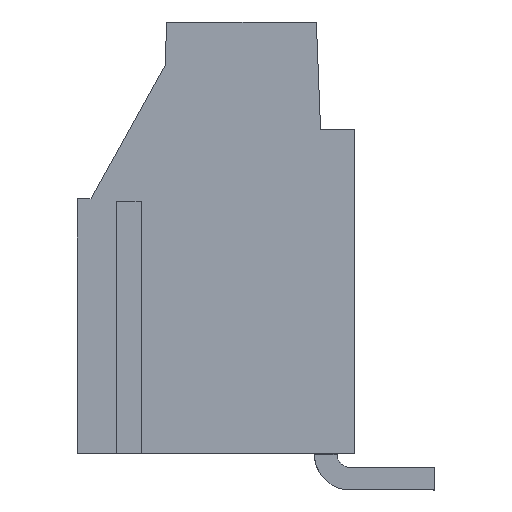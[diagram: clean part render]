
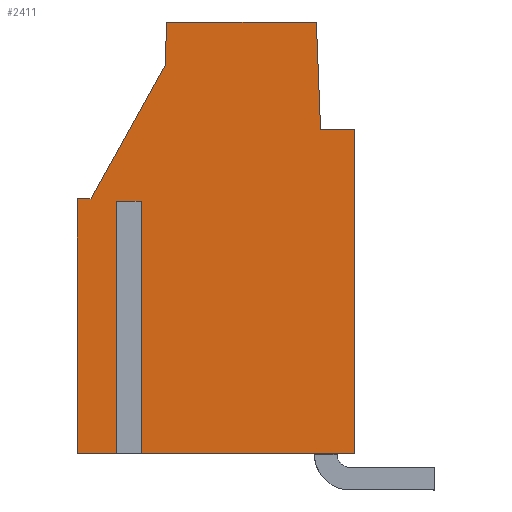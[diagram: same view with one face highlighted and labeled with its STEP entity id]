
A CAD part, left-side view. The second image highlights one B-rep face of the part: STEP entity #2411.
In plain terms, the highlighted planar face has unit normal (-1, 0, 0).
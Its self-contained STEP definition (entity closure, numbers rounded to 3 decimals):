
#2326=AXIS2_PLACEMENT_3D('Plane Axis2P3D',#2323,#2324,#2325) ;
#1891=CARTESIAN_POINT('Vertex',(0.65,3.2,14.3)) ;
#1894=CARTESIAN_POINT('Line Origine',(0.65,3.2,7.875)) ;
#1898=CARTESIAN_POINT('Vertex',(0.65,3.2,1.45)) ;
#2022=CARTESIAN_POINT('Vertex',(0.65,4.705,18.57)) ;
#2025=CARTESIAN_POINT('Line Origine',(0.65,4.622,16.435)) ;
#2029=CARTESIAN_POINT('Vertex',(0.65,4.538,14.3)) ;
#2296=CARTESIAN_POINT('Line Origine',(0.65,3.869,14.3)) ;
#2323=CARTESIAN_POINT('Axis2P3D Location',(0.65,-1.268,0.)) ;
#2328=CARTESIAN_POINT('Line Origine',(0.65,12.35,6.45)) ;
#2332=CARTESIAN_POINT('Vertex',(0.65,12.35,1.45)) ;
#2334=CARTESIAN_POINT('Vertex',(0.65,12.35,11.45)) ;
#2337=CARTESIAN_POINT('Line Origine',(0.65,12.15,11.45)) ;
#2341=CARTESIAN_POINT('Vertex',(0.65,11.95,11.45)) ;
#2344=CARTESIAN_POINT('Line Origine',(0.65,11.95,6.45)) ;
#2348=CARTESIAN_POINT('Vertex',(0.65,11.95,1.45)) ;
#2351=CARTESIAN_POINT('Line Origine',(0.65,7.575,1.45)) ;
#2356=CARTESIAN_POINT('Line Origine',(0.65,7.676,18.57)) ;
#2360=CARTESIAN_POINT('Vertex',(0.65,10.646,18.57)) ;
#2363=CARTESIAN_POINT('Line Origine',(0.65,10.676,17.71)) ;
#2367=CARTESIAN_POINT('Vertex',(0.65,10.706,16.849)) ;
#2370=CARTESIAN_POINT('Line Origine',(0.65,12.176,14.2)) ;
#2374=CARTESIAN_POINT('Vertex',(0.65,13.645,11.55)) ;
#2377=CARTESIAN_POINT('Line Origine',(0.65,13.923,11.55)) ;
#2381=CARTESIAN_POINT('Vertex',(0.65,14.2,11.55)) ;
#2384=CARTESIAN_POINT('Line Origine',(0.65,14.2,6.5)) ;
#2388=CARTESIAN_POINT('Vertex',(0.65,14.2,1.45)) ;
#2391=CARTESIAN_POINT('Line Origine',(0.65,13.275,1.45)) ;
#1895=DIRECTION('Vector Direction',(0.,0.,1.)) ;
#2026=DIRECTION('Vector Direction',(0.,-0.039,-0.999)) ;
#2297=DIRECTION('Vector Direction',(0.,1.,0.)) ;
#2324=DIRECTION('Axis2P3D Direction',(1.,0.,0.)) ;
#2325=DIRECTION('Axis2P3D XDirection',(0.,1.,0.)) ;
#2329=DIRECTION('Vector Direction',(0.,0.,1.)) ;
#2338=DIRECTION('Vector Direction',(0.,-1.,0.)) ;
#2345=DIRECTION('Vector Direction',(0.,0.,1.)) ;
#2352=DIRECTION('Vector Direction',(0.,1.,0.)) ;
#2357=DIRECTION('Vector Direction',(0.,1.,0.)) ;
#2364=DIRECTION('Vector Direction',(0.,0.035,-0.999)) ;
#2371=DIRECTION('Vector Direction',(0.,-0.485,0.875)) ;
#2378=DIRECTION('Vector Direction',(0.,-1.,0.)) ;
#2385=DIRECTION('Vector Direction',(0.,0.,-1.)) ;
#2392=DIRECTION('Vector Direction',(0.,1.,0.)) ;
#1896=VECTOR('Line Direction',#1895,1.) ;
#2027=VECTOR('Line Direction',#2026,1.) ;
#2298=VECTOR('Line Direction',#2297,1.) ;
#2330=VECTOR('Line Direction',#2329,1.) ;
#2339=VECTOR('Line Direction',#2338,1.) ;
#2346=VECTOR('Line Direction',#2345,1.) ;
#2353=VECTOR('Line Direction',#2352,1.) ;
#2358=VECTOR('Line Direction',#2357,1.) ;
#2365=VECTOR('Line Direction',#2364,1.) ;
#2372=VECTOR('Line Direction',#2371,1.) ;
#2379=VECTOR('Line Direction',#2378,1.) ;
#2386=VECTOR('Line Direction',#2385,1.) ;
#2393=VECTOR('Line Direction',#2392,1.) ;
#2397=ORIENTED_EDGE('',*,*,#2336,.T.) ;
#2398=ORIENTED_EDGE('',*,*,#2343,.T.) ;
#2399=ORIENTED_EDGE('',*,*,#2350,.F.) ;
#2400=ORIENTED_EDGE('',*,*,#2355,.F.) ;
#2401=ORIENTED_EDGE('',*,*,#1900,.F.) ;
#2402=ORIENTED_EDGE('',*,*,#2300,.F.) ;
#2403=ORIENTED_EDGE('',*,*,#2031,.F.) ;
#2404=ORIENTED_EDGE('',*,*,#2362,.F.) ;
#2405=ORIENTED_EDGE('',*,*,#2369,.F.) ;
#2406=ORIENTED_EDGE('',*,*,#2376,.F.) ;
#2407=ORIENTED_EDGE('',*,*,#2383,.F.) ;
#2408=ORIENTED_EDGE('',*,*,#2390,.F.) ;
#2409=ORIENTED_EDGE('',*,*,#2395,.F.) ;
#2411=ADVANCED_FACE('2',(#2410),#2327,.F.) ;
#1900=EDGE_CURVE('',#1892,#1899,#1897,.F.) ;
#2031=EDGE_CURVE('',#2023,#2030,#2028,.T.) ;
#2300=EDGE_CURVE('',#2030,#1892,#2299,.F.) ;
#2336=EDGE_CURVE('',#2333,#2335,#2331,.T.) ;
#2343=EDGE_CURVE('',#2335,#2342,#2340,.T.) ;
#2350=EDGE_CURVE('',#2349,#2342,#2347,.T.) ;
#2355=EDGE_CURVE('',#1899,#2349,#2354,.T.) ;
#2362=EDGE_CURVE('',#2361,#2023,#2359,.F.) ;
#2369=EDGE_CURVE('',#2368,#2361,#2366,.F.) ;
#2376=EDGE_CURVE('',#2375,#2368,#2373,.T.) ;
#2383=EDGE_CURVE('',#2382,#2375,#2380,.T.) ;
#2390=EDGE_CURVE('',#2389,#2382,#2387,.F.) ;
#2395=EDGE_CURVE('',#2333,#2389,#2394,.T.) ;
#2396=EDGE_LOOP('',(#2397,#2398,#2399,#2400,#2401,#2402,#2403,#2404,#2405,#2406,#2407,#2408,#2409)) ;
#2410=FACE_OUTER_BOUND('',#2396,.T.) ;
#1897=LINE('Line',#1894,#1896) ;
#2028=LINE('Line',#2025,#2027) ;
#2299=LINE('Line',#2296,#2298) ;
#2331=LINE('Line',#2328,#2330) ;
#2340=LINE('Line',#2337,#2339) ;
#2347=LINE('Line',#2344,#2346) ;
#2354=LINE('Line',#2351,#2353) ;
#2359=LINE('Line',#2356,#2358) ;
#2366=LINE('Line',#2363,#2365) ;
#2373=LINE('Line',#2370,#2372) ;
#2380=LINE('Line',#2377,#2379) ;
#2387=LINE('Line',#2384,#2386) ;
#2394=LINE('Line',#2391,#2393) ;
#2327=PLANE('',#2326) ;
#1892=VERTEX_POINT('',#1891) ;
#1899=VERTEX_POINT('',#1898) ;
#2023=VERTEX_POINT('',#2022) ;
#2030=VERTEX_POINT('',#2029) ;
#2333=VERTEX_POINT('',#2332) ;
#2335=VERTEX_POINT('',#2334) ;
#2342=VERTEX_POINT('',#2341) ;
#2349=VERTEX_POINT('',#2348) ;
#2361=VERTEX_POINT('',#2360) ;
#2368=VERTEX_POINT('',#2367) ;
#2375=VERTEX_POINT('',#2374) ;
#2382=VERTEX_POINT('',#2381) ;
#2389=VERTEX_POINT('',#2388) ;
